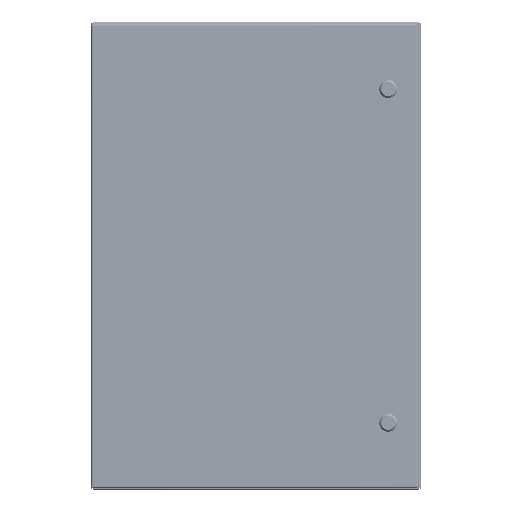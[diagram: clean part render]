
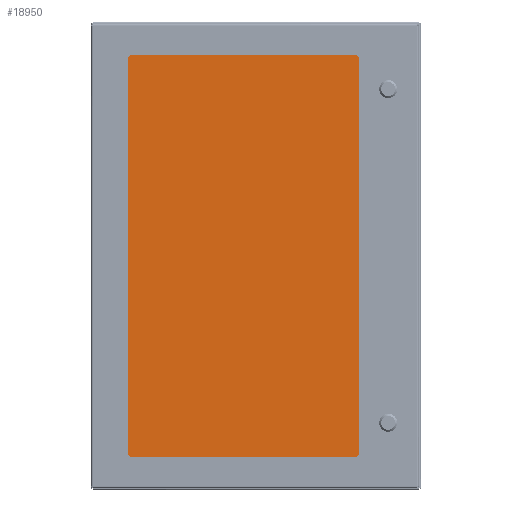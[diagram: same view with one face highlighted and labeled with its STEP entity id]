
A CAD part, top view. The second image highlights one B-rep face of the part: STEP entity #18950.
In plain terms, the highlighted planar face has unit normal (0, 0, 1).
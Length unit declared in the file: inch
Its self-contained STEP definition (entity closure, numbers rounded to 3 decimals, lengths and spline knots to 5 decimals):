
#1388=PLANE($,#20791);
#2715=LINE($,#39786,#4037);
#2719=LINE($,#39794,#4041);
#2722=LINE($,#39800,#4044);
#2725=LINE($,#39805,#4047);
#4037=VECTOR($,#25628,25.68);
#4041=VECTOR($,#25634,15.22);
#4044=VECTOR($,#25639,25.68);
#4047=VECTOR($,#25644,15.22);
#5488=FACE_OUTER_BOUND($,#6858,.T.);
#6858=EDGE_LOOP($,(#16381,#16382,#16383,#16384));
#9278=VERTEX_POINT($,#39784);
#9279=VERTEX_POINT($,#39785);
#9282=VERTEX_POINT($,#39793);
#9284=VERTEX_POINT($,#39799);
#11669=EDGE_CURVE($,#9278,#9279,#2715,.T.);
#11673=EDGE_CURVE($,#9279,#9282,#2719,.T.);
#11676=EDGE_CURVE($,#9282,#9284,#2722,.T.);
#11679=EDGE_CURVE($,#9284,#9278,#2725,.T.);
#16381=ORIENTED_EDGE($,*,*,#11669,.F.);
#16382=ORIENTED_EDGE($,*,*,#11679,.F.);
#16383=ORIENTED_EDGE($,*,*,#11676,.F.);
#16384=ORIENTED_EDGE($,*,*,#11673,.F.);
#18950=ADVANCED_FACE($,(#5488),#1388,.T.);
#20791=AXIS2_PLACEMENT_3D($,#39808,#25648,#25649);
#25628=DIRECTION($,(0.,1.,0.));
#25634=DIRECTION($,(1.,0.,0.));
#25639=DIRECTION($,(0.,-1.,0.));
#25644=DIRECTION($,(-1.,0.,0.));
#25648=DIRECTION('center_axis',(0.,0.,1.));
#25649=DIRECTION('ref_axis',(1.,0.,0.));
#39784=CARTESIAN_POINT('',(0.,0.,0.25));
#39785=CARTESIAN_POINT('',(0.,25.68,0.25));
#39786=CARTESIAN_POINT($,(0.,25.68,0.25));
#39793=CARTESIAN_POINT('',(15.22,25.68,0.25));
#39794=CARTESIAN_POINT($,(15.22,25.68,0.25));
#39799=CARTESIAN_POINT('',(15.22,0.,0.25));
#39800=CARTESIAN_POINT($,(15.22,0.,0.25));
#39805=CARTESIAN_POINT($,(0.,0.,0.25));
#39808=CARTESIAN_POINT('Origin',(7.61,12.84,0.25));
